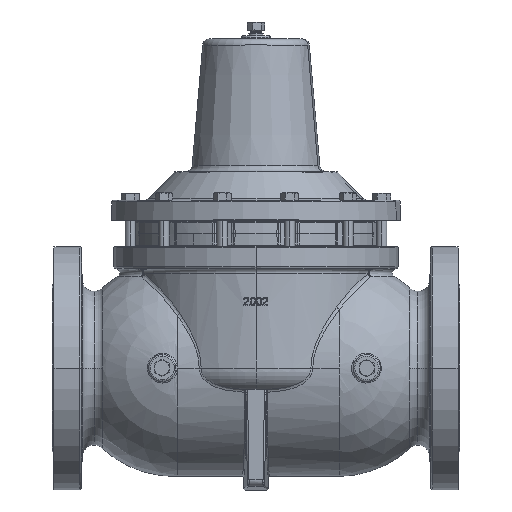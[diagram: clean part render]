
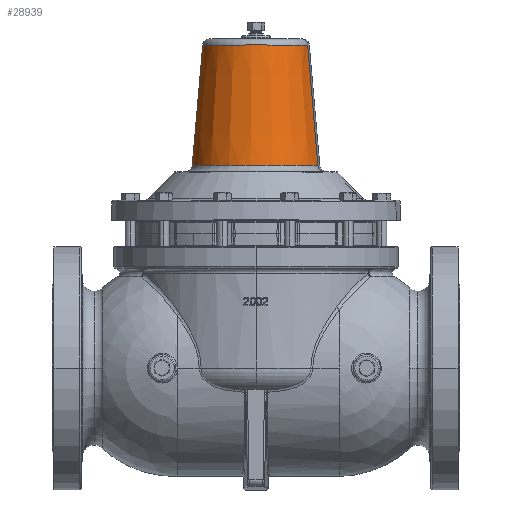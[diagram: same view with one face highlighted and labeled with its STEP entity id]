
A CAD part, top view. The second image highlights one B-rep face of the part: STEP entity #28939.
In plain terms, the highlighted conical face has half-angle 5 degrees and reference radius 60.64 mm.
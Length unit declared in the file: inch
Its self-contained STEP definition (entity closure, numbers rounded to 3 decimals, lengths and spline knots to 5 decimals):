
#1986 = LINE ( 'NONE', #53502, #63038 ) ;
#6205 = FACE_OUTER_BOUND ( 'NONE', #36484, .T. ) ;
#11109 = LINE ( 'NONE', #47921, #53926 ) ;
#12235 = ORIENTED_EDGE ( 'NONE', *, *, #38487, .T. ) ;
#14465 = VERTEX_POINT ( 'NONE', #58440 ) ;
#14576 = CARTESIAN_POINT ( 'NONE',  ( 0., 11.94888, 0. ) ) ;
#16586 = VERTEX_POINT ( 'NONE', #24346 ) ;
#20152 = DIRECTION ( 'NONE',  ( -0.966, 0., -0.259 ) ) ;
#24346 = CARTESIAN_POINT ( 'NONE',  ( 1.91073, 11.94888, 0.51198 ) ) ;
#24525 = EDGE_CURVE ( 'NONE', #14465, #50398, #45979, .T. ) ;
#25192 = DIRECTION ( 'NONE',  ( 0.966, 0., 0.259 ) ) ;
#27583 = AXIS2_PLACEMENT_3D ( 'NONE', #39114, #60605, #67068 ) ;
#28939 = ADVANCED_FACE ( 'NONE', ( #6205 ), #62023, .T. ) ;
#29036 = CARTESIAN_POINT ( 'NONE',  ( -1.91073, 11.94888, -0.51198 ) ) ;
#32520 = EDGE_CURVE ( 'NONE', #16586, #50398, #11109, .T. ) ;
#36484 = EDGE_LOOP ( 'NONE', ( #12235, #59505, #47611, #67707 ) ) ;
#36699 = DIRECTION ( 'NONE',  ( 0.084, -0.996, 0.023 ) ) ;
#38201 = VERTEX_POINT ( 'NONE', #29036 ) ;
#38487 = EDGE_CURVE ( 'NONE', #16586, #38201, #47440, .T. ) ;
#39114 = CARTESIAN_POINT ( 'NONE',  ( 0., 7.49905, 0. ) ) ;
#39347 = AXIS2_PLACEMENT_3D ( 'NONE', #62180, #52271, #25192 ) ;
#39533 = CARTESIAN_POINT ( 'NONE',  ( 2.28677, 7.49905, 0.61274 ) ) ;
#45979 = CIRCLE ( 'NONE', #27583, 2.36744 ) ;
#47440 = CIRCLE ( 'NONE', #49382, 1.97813 ) ;
#47611 = ORIENTED_EDGE ( 'NONE', *, *, #24525, .T. ) ;
#47921 = CARTESIAN_POINT ( 'NONE',  ( 2.30606, 7.27084, 0.61791 ) ) ;
#49382 = AXIS2_PLACEMENT_3D ( 'NONE', #14576, #53635, #20152 ) ;
#50398 = VERTEX_POINT ( 'NONE', #39533 ) ;
#52271 = DIRECTION ( 'NONE',  ( 0., -1., 0. ) ) ;
#53502 = CARTESIAN_POINT ( 'NONE',  ( -2.30606, 7.27084, -0.61791 ) ) ;
#53635 = DIRECTION ( 'NONE',  ( 0., -1., 0. ) ) ;
#53926 = VECTOR ( 'NONE', #36699, 39.37008 ) ;
#53987 = DIRECTION ( 'NONE',  ( -0.084, -0.996, -0.023 ) ) ;
#57011 = EDGE_CURVE ( 'NONE', #38201, #14465, #1986, .T. ) ;
#58440 = CARTESIAN_POINT ( 'NONE',  ( -2.28677, 7.49905, -0.61274 ) ) ;
#59505 = ORIENTED_EDGE ( 'NONE', *, *, #57011, .T. ) ;
#60605 = DIRECTION ( 'NONE',  ( 0., 1., 0. ) ) ;
#62023 = CONICAL_SURFACE ( 'NONE', #39347, 2.38741, 0.087 ) ;
#62180 = CARTESIAN_POINT ( 'NONE',  ( 0., 7.27084, 0. ) ) ;
#63038 = VECTOR ( 'NONE', #53987, 39.37008 ) ;
#67068 = DIRECTION ( 'NONE',  ( 0.966, 0., 0.259 ) ) ;
#67707 = ORIENTED_EDGE ( 'NONE', *, *, #32520, .F. ) ;
